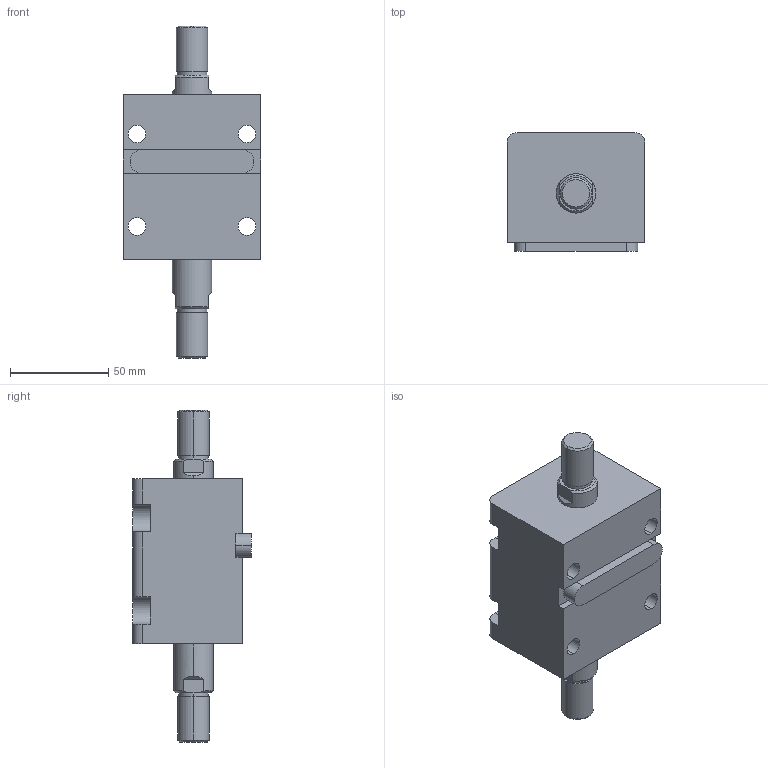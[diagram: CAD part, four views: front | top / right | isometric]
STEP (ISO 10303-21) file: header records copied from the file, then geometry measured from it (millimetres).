
FILE_DESCRIPTION (( 'STEP AP203' ), '1' );
FILE_NAME ('HTB-LW32-15W.STEP', '2019-10-09T07:46:01', ( '微软用户' ), ( '微软中国' ), 'SwSTEP 2.0', 'SolidWorks 2012', '' );
FILE_SCHEMA (( 'CONFIG_CONTROL_DESIGN' ));
Length unit declared in the file: millimetre
Products named in the file (4): HTB-LW32-15W; HTB-LA32-瑩; HTB-LW32-15掛极; HTB-LW32-15W活塞杆
Assembly tree (3 placements, depth 2):
  HTB-LW32-15W
    HTB-LW32-15W活塞杆
    HTB-LW32-15掛极
    HTB-LA32-瑩
Bounding box: 70 x 60.5 x 169 mm (x, y, z)
Volume: 324494.2 mm3; surface area: 56927.3 mm2
Topology: 3 solids, 3 shells, 113 faces, 273 edges, 178 vertices
Faces by surface type: plane 48, cylinder 45, cone 12, torus 8
Entity records: 3779 total; most frequent: CARTESIAN_POINT 622, DIRECTION 617, ORIENTED_EDGE 546, EDGE_CURVE 273, AXIS2_PLACEMENT_3D 241, VERTEX_POINT 178, EDGE_LOOP 135, VECTOR 135
